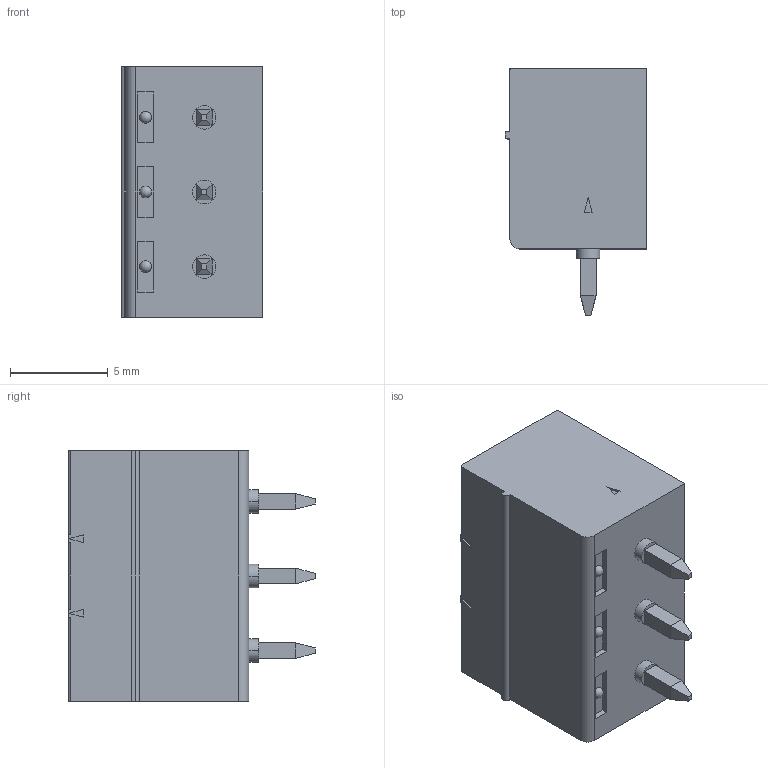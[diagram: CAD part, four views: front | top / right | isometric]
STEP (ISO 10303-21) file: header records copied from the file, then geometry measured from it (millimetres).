
FILE_DESCRIPTION(('STEP AP242'),'1');
FILE_NAME('1803439.stp','2021-01-06T18:59:20',('TraceParts'),('TraceParts S.A.'),'Spatial InterOp 3D',' ',' ');
FILE_SCHEMA(('AP242_MANAGED_MODEL_BASED_3D_ENGINEERING_MIM_LF {1 0 10303 442 1 1 4}'));
Length unit declared in the file: millimetre
Products named in the file (1): 1803439
Bounding box: 7.25 x 12.6 x 12.82 mm (x, y, z)
Volume: 503.8 mm3; surface area: 1101.7 mm2
Topology: 1 solids, 1 shells, 242 faces, 611 edges, 393 vertices
Faces by surface type: plane 181, cylinder 52, cone 6, sphere 3
Entity records: 9157 total; most frequent: CARTESIAN_POINT 1313, ORIENTED_EDGE 1210, DIRECTION 1201, EDGE_CURVE 605, LINE 483, VECTOR 483, VERTEX_POINT 393, AXIS2_PLACEMENT_3D 359
